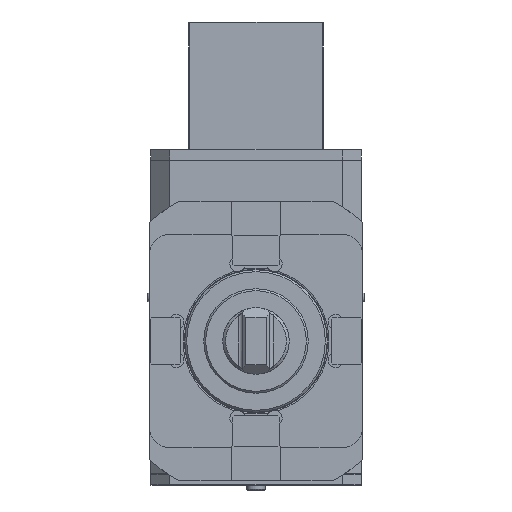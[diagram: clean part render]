
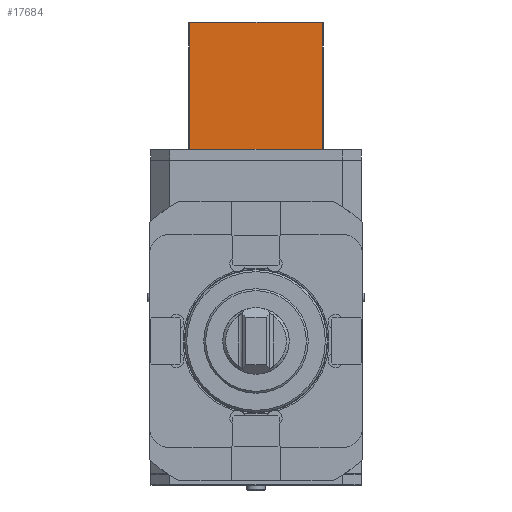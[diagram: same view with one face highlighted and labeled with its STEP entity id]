
A CAD part, front view. The second image highlights one B-rep face of the part: STEP entity #17684.
In plain terms, the highlighted planar face has unit normal (0, -1, 0).
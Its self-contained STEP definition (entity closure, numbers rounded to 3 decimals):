
#105 = CARTESIAN_POINT ( 'NONE',  ( -35., 33.5, 168. ) ) ;
#1622 = VECTOR ( 'NONE', #26803, 1000. ) ;
#2260 = EDGE_CURVE ( 'NONE', #10029, #21805, #23281, .T. ) ;
#2484 = DIRECTION ( 'NONE',  ( 0., 1., 0. ) ) ;
#2900 = ORIENTED_EDGE ( 'NONE', *, *, #5004, .F. ) ;
#3271 = CARTESIAN_POINT ( 'NONE',  ( 35., 33.5, 168. ) ) ;
#5004 = EDGE_CURVE ( 'NONE', #10603, #21805, #16592, .T. ) ;
#6167 = ORIENTED_EDGE ( 'NONE', *, *, #2260, .T. ) ;
#6632 = EDGE_CURVE ( 'NONE', #9353, #10029, #24453, .T. ) ;
#7266 = ORIENTED_EDGE ( 'NONE', *, *, #23468, .T. ) ;
#9353 = VERTEX_POINT ( 'NONE', #23326 ) ;
#9849 = CARTESIAN_POINT ( 'NONE',  ( -35., 33.5, 167.5 ) ) ;
#10029 = VERTEX_POINT ( 'NONE', #9849 ) ;
#10603 = VERTEX_POINT ( 'NONE', #31869 ) ;
#10809 = DIRECTION ( 'NONE',  ( 0., 0., 1. ) ) ;
#11888 = CARTESIAN_POINT ( 'NONE',  ( 35.5, 33.5, 101. ) ) ;
#13821 = DIRECTION ( 'NONE',  ( 0., 0., -1. ) ) ;
#15305 = AXIS2_PLACEMENT_3D ( 'NONE', #18094, #2484, #20282 ) ;
#16518 = VECTOR ( 'NONE', #27421, 1000. ) ;
#16592 = LINE ( 'NONE', #11888, #1622 ) ;
#17684 = ADVANCED_FACE ( 'Defeature completata3_549', ( #25930 ), #22818, .F. ) ;
#17716 = CARTESIAN_POINT ( 'NONE',  ( -35., 33.5, 101. ) ) ;
#18094 = CARTESIAN_POINT ( 'NONE',  ( 35.5, 33.5, 168. ) ) ;
#20282 = DIRECTION ( 'NONE',  ( 1., 0., 0. ) ) ;
#21805 = VERTEX_POINT ( 'NONE', #17716 ) ;
#22818 = PLANE ( 'NONE',  #15305 ) ;
#23281 = LINE ( 'NONE', #105, #29580 ) ;
#23326 = CARTESIAN_POINT ( 'NONE',  ( 35., 33.5, 167.5 ) ) ;
#23468 = EDGE_CURVE ( 'NONE', #10603, #9353, #23935, .T. ) ;
#23935 = LINE ( 'NONE', #3271, #32863 ) ;
#24153 = ORIENTED_EDGE ( 'NONE', *, *, #6632, .T. ) ;
#24453 = LINE ( 'NONE', #24919, #16518 ) ;
#24919 = CARTESIAN_POINT ( 'NONE',  ( 35.5, 33.5, 167.5 ) ) ;
#25930 = FACE_OUTER_BOUND ( 'NONE', #26097, .T. ) ;
#26097 = EDGE_LOOP ( 'NONE', ( #2900, #7266, #24153, #6167 ) ) ;
#26803 = DIRECTION ( 'NONE',  ( -1., 0., 0. ) ) ;
#27421 = DIRECTION ( 'NONE',  ( -1., 0., 0. ) ) ;
#29580 = VECTOR ( 'NONE', #13821, 1000. ) ;
#31869 = CARTESIAN_POINT ( 'NONE',  ( 35., 33.5, 101. ) ) ;
#32863 = VECTOR ( 'NONE', #10809, 1000. ) ;
